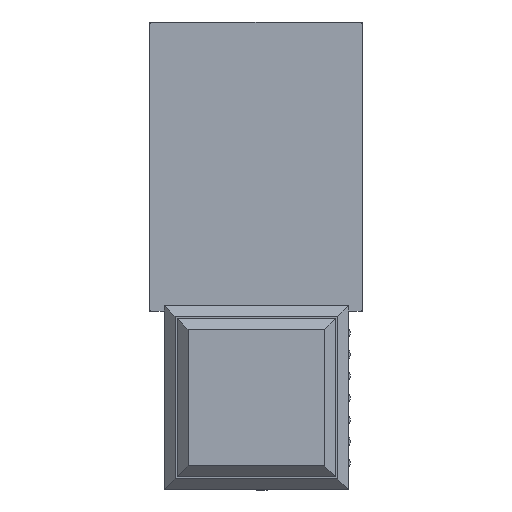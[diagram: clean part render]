
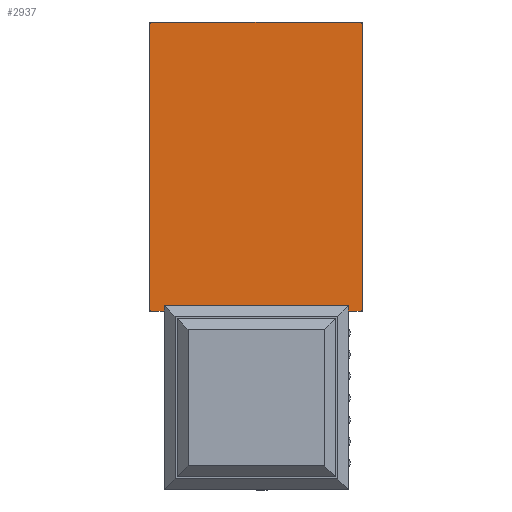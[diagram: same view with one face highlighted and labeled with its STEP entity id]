
A CAD part, top view. The second image highlights one B-rep face of the part: STEP entity #2937.
In plain terms, the highlighted planar face has unit normal (0, 0, 1).
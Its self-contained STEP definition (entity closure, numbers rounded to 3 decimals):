
#113=PLANE('',#3143);
#275=FACE_OUTER_BOUND('',#456,.T.);
#456=EDGE_LOOP('',(#2366,#2367,#2368,#2369,#2370,#2371,#2372,#2373));
#721=LINE('',#4398,#1104);
#725=LINE('',#4405,#1108);
#726=LINE('',#4408,#1109);
#729=LINE('',#4414,#1112);
#732=LINE('',#4419,#1115);
#734=LINE('',#4423,#1117);
#735=LINE('',#4425,#1118);
#736=LINE('',#4426,#1119);
#1104=VECTOR('',#3588,3.3);
#1108=VECTOR('',#3592,3.3);
#1109=VECTOR('',#3595,3.3);
#1112=VECTOR('',#3600,3.3);
#1115=VECTOR('',#3605,3.3);
#1117=VECTOR('',#3609,3.3);
#1118=VECTOR('',#3610,3.3);
#1119=VECTOR('',#3611,3.3);
#1493=VERTEX_POINT('',#4391);
#1495=VERTEX_POINT('',#4395);
#1496=VERTEX_POINT('',#4397);
#1499=VERTEX_POINT('',#4403);
#1500=VERTEX_POINT('',#4407);
#1502=VERTEX_POINT('',#4413);
#1504=VERTEX_POINT('',#4422);
#1505=VERTEX_POINT('',#4424);
#1812=EDGE_CURVE('',#1495,#1496,#721,.T.);
#1816=EDGE_CURVE('',#1499,#1493,#725,.T.);
#1817=EDGE_CURVE('',#1500,#1499,#726,.T.);
#1820=EDGE_CURVE('',#1496,#1502,#729,.T.);
#1823=EDGE_CURVE('',#1502,#1500,#732,.T.);
#1825=EDGE_CURVE('',#1493,#1504,#734,.T.);
#1826=EDGE_CURVE('',#1505,#1495,#735,.T.);
#1827=EDGE_CURVE('',#1504,#1505,#736,.T.);
#2366=ORIENTED_EDGE('',*,*,#1825,.F.);
#2367=ORIENTED_EDGE('',*,*,#1816,.F.);
#2368=ORIENTED_EDGE('',*,*,#1817,.F.);
#2369=ORIENTED_EDGE('',*,*,#1823,.F.);
#2370=ORIENTED_EDGE('',*,*,#1820,.F.);
#2371=ORIENTED_EDGE('',*,*,#1812,.F.);
#2372=ORIENTED_EDGE('',*,*,#1826,.F.);
#2373=ORIENTED_EDGE('',*,*,#1827,.F.);
#2937=ADVANCED_FACE('',(#275),#113,.F.);
#3143=AXIS2_PLACEMENT_3D('',#4421,#3607,#3608);
#3588=DIRECTION('',(-1.,0.,0.));
#3592=DIRECTION('',(-1.,0.,0.));
#3595=DIRECTION('',(0.,-1.,0.));
#3600=DIRECTION('',(0.,1.,0.));
#3605=DIRECTION('',(1.,0.,0.));
#3607=DIRECTION('center_axis',(0.,0.,-1.));
#3608=DIRECTION('ref_axis',(-1.,0.,0.));
#3609=DIRECTION('',(0.,1.,0.));
#3610=DIRECTION('',(0.,-1.,0.));
#3611=DIRECTION('',(-1.,0.,0.));
#4391=CARTESIAN_POINT('',(85.26,-30.841,138.45));
#4395=CARTESIAN_POINT('',(29.16,-30.841,138.45));
#4397=CARTESIAN_POINT('',(24.753,-30.841,138.45));
#4398=CARTESIAN_POINT('',(27.611,-30.841,138.45));
#4403=CARTESIAN_POINT('',(89.481,-30.841,138.45));
#4405=CARTESIAN_POINT('',(27.611,-30.841,138.45));
#4407=CARTESIAN_POINT('',(89.481,57.156,138.45));
#4408=CARTESIAN_POINT('',(89.481,-27.983,138.45));
#4413=CARTESIAN_POINT('',(24.753,57.156,138.45));
#4414=CARTESIAN_POINT('',(24.753,54.298,138.45));
#4419=CARTESIAN_POINT('',(86.623,57.156,138.45));
#4421=CARTESIAN_POINT('Origin',(57.117,13.157,138.45));
#4422=CARTESIAN_POINT('',(85.26,-29.16,138.45));
#4423=CARTESIAN_POINT('',(85.26,-71.235,138.45));
#4424=CARTESIAN_POINT('',(29.16,-29.16,138.45));
#4425=CARTESIAN_POINT('',(29.16,-43.185,138.45));
#4426=CARTESIAN_POINT('',(71.235,-29.16,138.45));
